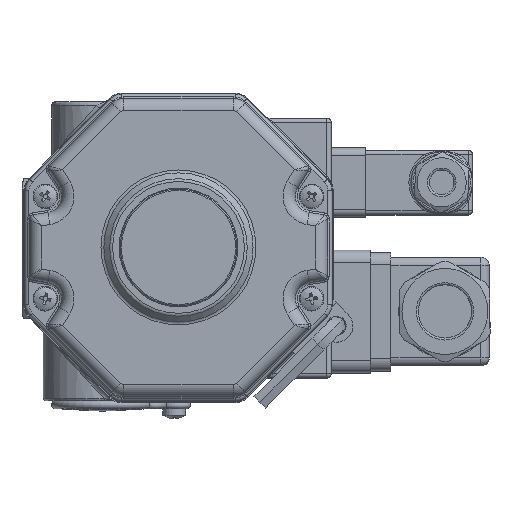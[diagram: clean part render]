
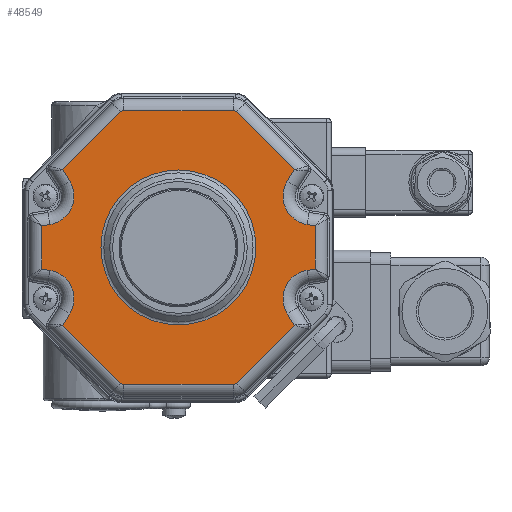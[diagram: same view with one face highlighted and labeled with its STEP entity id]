
A CAD part, top view. The second image highlights one B-rep face of the part: STEP entity #48549.
In plain terms, the highlighted face is planar.
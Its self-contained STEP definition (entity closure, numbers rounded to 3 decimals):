
#2556=LINE('',#85918,#4915);
#2559=LINE('',#85925,#4918);
#2560=LINE('',#85936,#4919);
#2563=LINE('',#85960,#4922);
#2564=LINE('',#86044,#4923);
#2567=LINE('',#86065,#4926);
#2568=LINE('',#86182,#4927);
#2571=LINE('',#86189,#4930);
#2572=LINE('',#86214,#4931);
#2575=LINE('',#86238,#4934);
#2576=LINE('',#86369,#4935);
#2579=LINE('',#86376,#4938);
#2580=LINE('',#86446,#4939);
#2583=LINE('',#86453,#4942);
#2584=LINE('',#86484,#4943);
#2587=LINE('',#86504,#4946);
#4915=VECTOR('',#63858,1000.);
#4918=VECTOR('',#63865,1000.);
#4919=VECTOR('',#63878,1000.);
#4922=VECTOR('',#63885,1000.);
#4923=VECTOR('',#63898,1000.);
#4926=VECTOR('',#63903,1000.);
#4927=VECTOR('',#63912,1000.);
#4930=VECTOR('',#63919,1000.);
#4931=VECTOR('',#63930,1000.);
#4934=VECTOR('',#63937,1000.);
#4935=VECTOR('',#63944,1000.);
#4938=VECTOR('',#63951,1000.);
#4939=VECTOR('',#63966,1000.);
#4942=VECTOR('',#63973,1000.);
#4943=VECTOR('',#63992,1000.);
#4946=VECTOR('',#63997,1000.);
#6149=PLANE('',#53235);
#16469=ORIENTED_EDGE('',*,*,#23016,.T.);
#16470=ORIENTED_EDGE('',*,*,#23195,.T.);
#16471=ORIENTED_EDGE('',*,*,#23006,.T.);
#16472=ORIENTED_EDGE('',*,*,#23002,.T.);
#16473=ORIENTED_EDGE('',*,*,#23008,.T.);
#16474=ORIENTED_EDGE('',*,*,#23011,.T.);
#16475=ORIENTED_EDGE('',*,*,#23018,.T.);
#16476=ORIENTED_EDGE('',*,*,#23023,.T.);
#16477=ORIENTED_EDGE('',*,*,#23033,.T.);
#16478=ORIENTED_EDGE('',*,*,#23039,.T.);
#16479=ORIENTED_EDGE('',*,*,#23042,.T.);
#16480=ORIENTED_EDGE('',*,*,#23053,.T.);
#16481=ORIENTED_EDGE('',*,*,#23064,.T.);
#16482=ORIENTED_EDGE('',*,*,#23070,.T.);
#16483=ORIENTED_EDGE('',*,*,#23076,.T.);
#16484=ORIENTED_EDGE('',*,*,#23080,.T.);
#16485=ORIENTED_EDGE('',*,*,#23074,.T.);
#16486=ORIENTED_EDGE('',*,*,#23068,.T.);
#16487=ORIENTED_EDGE('',*,*,#23062,.T.);
#16488=ORIENTED_EDGE('',*,*,#23057,.T.);
#16489=ORIENTED_EDGE('',*,*,#23047,.T.);
#16490=ORIENTED_EDGE('',*,*,#23196,.T.);
#16491=ORIENTED_EDGE('',*,*,#23037,.T.);
#16492=ORIENTED_EDGE('',*,*,#23027,.T.);
#16493=ORIENTED_EDGE('',*,*,#23197,.T.);
#23002=EDGE_CURVE('',#26996,#26998,#2556,.T.);
#23006=EDGE_CURVE('',#26999,#26996,#2559,.T.);
#23008=EDGE_CURVE('',#26998,#27002,#29811,.T.);
#23011=EDGE_CURVE('',#27002,#27004,#2560,.T.);
#23016=EDGE_CURVE('',#27005,#27008,#2563,.T.);
#23018=EDGE_CURVE('',#27004,#27010,#29816,.T.);
#23023=EDGE_CURVE('',#27010,#27013,#2564,.T.);
#23027=EDGE_CURVE('',#27014,#27005,#2567,.T.);
#23033=EDGE_CURVE('',#27013,#27019,#2568,.T.);
#23037=EDGE_CURVE('',#27020,#27014,#2571,.T.);
#23039=EDGE_CURVE('',#27019,#27023,#29824,.T.);
#23042=EDGE_CURVE('',#27023,#27025,#2572,.T.);
#23047=EDGE_CURVE('',#27026,#27029,#2575,.T.);
#23053=EDGE_CURVE('',#27025,#27033,#2576,.T.);
#23057=EDGE_CURVE('',#27034,#27026,#2579,.T.);
#23062=EDGE_CURVE('',#27037,#27034,#29833,.T.);
#23064=EDGE_CURVE('',#27033,#27040,#2580,.T.);
#23068=EDGE_CURVE('',#27041,#27037,#2583,.T.);
#23070=EDGE_CURVE('',#27040,#27044,#29837,.T.);
#23074=EDGE_CURVE('',#27045,#27041,#29841,.T.);
#23076=EDGE_CURVE('',#27044,#27048,#2584,.T.);
#23080=EDGE_CURVE('',#27048,#27045,#2587,.T.);
#23195=EDGE_CURVE('',#27008,#26999,#29876,.T.);
#23196=EDGE_CURVE('',#27029,#27020,#29877,.T.);
#23197=EDGE_CURVE('',#27112,#27112,#29878,.T.);
#26996=VERTEX_POINT('',#85898);
#26998=VERTEX_POINT('',#85917);
#26999=VERTEX_POINT('',#85922);
#27002=VERTEX_POINT('',#85929);
#27004=VERTEX_POINT('',#85935);
#27005=VERTEX_POINT('',#85954);
#27008=VERTEX_POINT('',#85959);
#27010=VERTEX_POINT('',#85964);
#27013=VERTEX_POINT('',#86043);
#27014=VERTEX_POINT('',#86062);
#27019=VERTEX_POINT('',#86181);
#27020=VERTEX_POINT('',#86186);
#27023=VERTEX_POINT('',#86193);
#27025=VERTEX_POINT('',#86213);
#27026=VERTEX_POINT('',#86232);
#27029=VERTEX_POINT('',#86237);
#27033=VERTEX_POINT('',#86368);
#27034=VERTEX_POINT('',#86373);
#27037=VERTEX_POINT('',#86438);
#27040=VERTEX_POINT('',#86445);
#27041=VERTEX_POINT('',#86450);
#27044=VERTEX_POINT('',#86457);
#27045=VERTEX_POINT('',#86462);
#27048=VERTEX_POINT('',#86483);
#27112=VERTEX_POINT('',#86770);
#29811=CIRCLE('',#53102,1.);
#29816=CIRCLE('',#53110,1.);
#29824=CIRCLE('',#53123,7.);
#29833=CIRCLE('',#53137,1.);
#29837=CIRCLE('',#53144,7.);
#29841=CIRCLE('',#53149,1.);
#29876=CIRCLE('',#53236,7.);
#29877=CIRCLE('',#53237,7.);
#29878=CIRCLE('',#53238,18.914);
#32708=EDGE_LOOP('',(#16469,#16470,#16471,#16472,#16473,#16474,#16475,#16476,
#16477,#16478,#16479,#16480,#16481,#16482,#16483,#16484,#16485,#16486,#16487,
#16488,#16489,#16490,#16491,#16492));
#32709=EDGE_LOOP('',(#16493));
#35767=FACE_BOUND('',#32708,.T.);
#35768=FACE_BOUND('',#32709,.T.);
#48549=ADVANCED_FACE('',(#35767,#35768),#6149,.T.);
#53102=AXIS2_PLACEMENT_3D('',#85930,#63870,#63871);
#53110=AXIS2_PLACEMENT_3D('',#85965,#63890,#63891);
#53123=AXIS2_PLACEMENT_3D('',#86194,#63924,#63925);
#53137=AXIS2_PLACEMENT_3D('',#86441,#63960,#63961);
#53144=AXIS2_PLACEMENT_3D('',#86458,#63978,#63979);
#53149=AXIS2_PLACEMENT_3D('',#86465,#63988,#63989);
#53235=AXIS2_PLACEMENT_3D('',#86766,#64244,#64245);
#53236=AXIS2_PLACEMENT_3D('',#86767,#64246,#64247);
#53237=AXIS2_PLACEMENT_3D('',#86768,#64248,#64249);
#53238=AXIS2_PLACEMENT_3D('',#86769,#64250,#64251);
#63858=DIRECTION('',(-0.707,0.,0.707));
#63865=DIRECTION('',(-0.844,0.,-0.536));
#63870=DIRECTION('',(0.,1.,0.));
#63871=DIRECTION('',(0.,0.,1.));
#63878=DIRECTION('',(0.,0.,1.));
#63885=DIRECTION('',(-0.156,0.,0.988));
#63890=DIRECTION('',(0.,1.,0.));
#63891=DIRECTION('',(0.,0.,1.));
#63898=DIRECTION('',(0.707,0.,0.707));
#63903=DIRECTION('',(-1.,0.,0.));
#63912=DIRECTION('',(0.844,0.,-0.536));
#63919=DIRECTION('',(-0.156,0.,-0.988));
#63924=DIRECTION('',(0.,-1.,0.));
#63925=DIRECTION('',(0.,0.,1.));
#63930=DIRECTION('',(0.156,0.,0.988));
#63937=DIRECTION('',(-0.844,0.,0.536));
#63944=DIRECTION('',(1.,0.,0.));
#63951=DIRECTION('',(-0.707,0.,-0.707));
#63960=DIRECTION('',(0.,1.,0.));
#63961=DIRECTION('',(0.,0.,1.));
#63966=DIRECTION('',(0.156,0.,-0.988));
#63973=DIRECTION('',(0.,0.,-1.));
#63978=DIRECTION('',(0.,-1.,0.));
#63979=DIRECTION('',(0.,0.,1.));
#63988=DIRECTION('',(0.,1.,0.));
#63989=DIRECTION('',(0.,0.,1.));
#63992=DIRECTION('',(0.844,0.,0.536));
#63997=DIRECTION('',(0.707,0.,-0.707));
#64244=DIRECTION('',(0.,1.,0.));
#64245=DIRECTION('',(0.,0.,1.));
#64246=DIRECTION('',(0.,-1.,0.));
#64247=DIRECTION('',(0.,0.,1.));
#64248=DIRECTION('',(0.,-1.,0.));
#64249=DIRECTION('',(0.,0.,1.));
#64250=DIRECTION('',(0.,-1.,0.));
#64251=DIRECTION('',(0.,0.,1.));
#85898=CARTESIAN_POINT('',(-18.939,26.,-28.296));
#85917=CARTESIAN_POINT('',(-33.107,26.,-14.128));
#85918=CARTESIAN_POINT('',(-33.107,26.,-14.128));
#85922=CARTESIAN_POINT('',(-16.251,26.,-26.59));
#85925=CARTESIAN_POINT('',(-20.292,26.,-29.154));
#85929=CARTESIAN_POINT('',(-33.4,26.,-13.421));
#85930=CARTESIAN_POINT('',(-32.4,26.,-13.421));
#85935=CARTESIAN_POINT('',(-33.4,26.,13.421));
#85936=CARTESIAN_POINT('',(-33.4,26.,13.421));
#85954=CARTESIAN_POINT('',(-5.27,26.,-33.4));
#85959=CARTESIAN_POINT('',(-5.586,26.,-31.405));
#85960=CARTESIAN_POINT('',(-10.302,26.,-1.632));
#85964=CARTESIAN_POINT('',(-33.107,26.,14.128));
#85965=CARTESIAN_POINT('',(-32.4,26.,13.421));
#86043=CARTESIAN_POINT('',(-18.939,26.,28.296));
#86044=CARTESIAN_POINT('',(-17.806,26.,29.429));
#86062=CARTESIAN_POINT('',(5.27,26.,-33.4));
#86065=CARTESIAN_POINT('',(-6.978,26.,-33.4));
#86181=CARTESIAN_POINT('',(-16.251,26.,26.59));
#86182=CARTESIAN_POINT('',(7.364,26.,11.603));
#86186=CARTESIAN_POINT('',(5.586,26.,-31.405));
#86189=CARTESIAN_POINT('',(5.003,26.,-35.087));
#86193=CARTESIAN_POINT('',(-5.586,26.,31.405));
#86194=CARTESIAN_POINT('',(-12.5,26.,32.5));
#86213=CARTESIAN_POINT('',(-5.27,26.,33.4));
#86214=CARTESIAN_POINT('',(-5.003,26.,35.087));
#86232=CARTESIAN_POINT('',(18.939,26.,-28.296));
#86237=CARTESIAN_POINT('',(16.251,26.,-26.59));
#86238=CARTESIAN_POINT('',(-7.364,26.,-11.603));
#86368=CARTESIAN_POINT('',(5.27,26.,33.4));
#86369=CARTESIAN_POINT('',(6.978,26.,33.4));
#86373=CARTESIAN_POINT('',(33.107,26.,-14.128));
#86376=CARTESIAN_POINT('',(17.806,26.,-29.429));
#86438=CARTESIAN_POINT('',(33.4,26.,-13.421));
#86441=CARTESIAN_POINT('',(32.4,26.,-13.421));
#86445=CARTESIAN_POINT('',(5.586,26.,31.405));
#86446=CARTESIAN_POINT('',(10.302,26.,1.632));
#86450=CARTESIAN_POINT('',(33.4,26.,13.421));
#86453=CARTESIAN_POINT('',(33.4,26.,-13.421));
#86457=CARTESIAN_POINT('',(16.251,26.,26.59));
#86458=CARTESIAN_POINT('',(12.5,26.,32.5));
#86462=CARTESIAN_POINT('',(33.107,26.,14.128));
#86465=CARTESIAN_POINT('',(32.4,26.,13.421));
#86483=CARTESIAN_POINT('',(18.939,26.,28.296));
#86484=CARTESIAN_POINT('',(20.292,26.,29.154));
#86504=CARTESIAN_POINT('',(33.107,26.,14.128));
#86766=CARTESIAN_POINT('',(0.,26.,0.));
#86767=CARTESIAN_POINT('',(-12.5,26.,-32.5));
#86768=CARTESIAN_POINT('',(12.5,26.,-32.5));
#86769=CARTESIAN_POINT('',(0.,26.,0.));
#86770=CARTESIAN_POINT('',(0.,26.,18.914));
